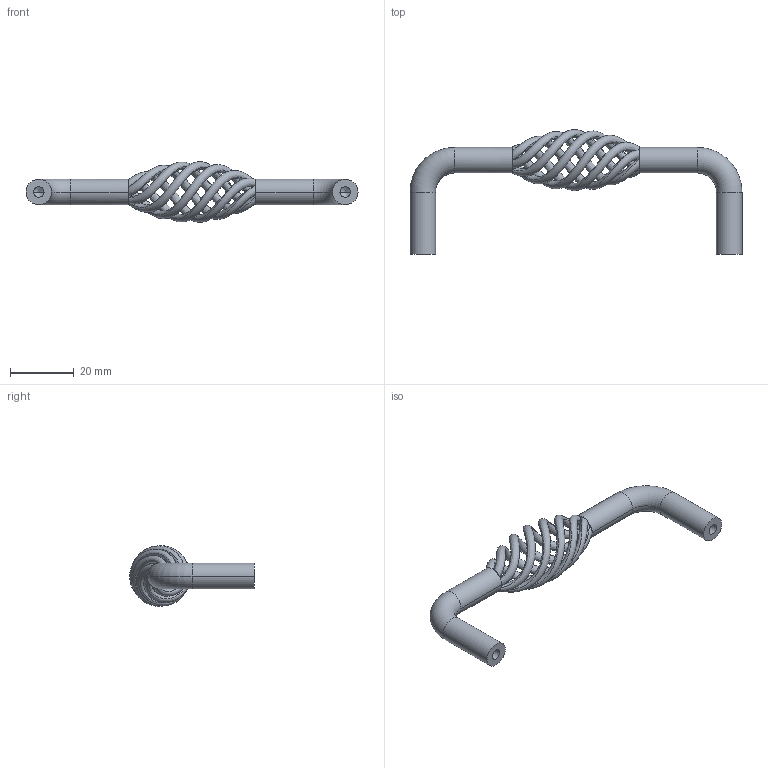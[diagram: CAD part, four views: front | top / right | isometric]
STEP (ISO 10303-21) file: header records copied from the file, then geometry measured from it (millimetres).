
FILE_DESCRIPTION(('Creo Elements/Direct Modeling STEP Export'),'2;1');
FILE_NAME('1304-104.stp','2019-11-04T 8:08:37',(''),(''),'Creo Elements/Direct Modeling STEP processor for AP214 (Solid Model)','Creo Elements/Direct Modeling 20.0 12-Nov-2016 (C) Parametric Technology GmbH','');
FILE_SCHEMA(('AUTOMOTIVE_DESIGN { 1 0 10303 214 1 1 1 1 }'));
Length unit declared in the file: millimetre
Products named in the file (1): 1304-104
Bounding box: 104 x 39.05 x 18.95 mm (x, y, z)
Volume: 6976.9 mm3; surface area: 5883.3 mm2
Topology: 1 solids, 1 shells, 66 faces, 180 edges, 106 vertices
Faces by surface type: plane 30, cylinder 16, bspline 12, torus 4, cone 4
Entity records: 66533 total; most frequent: CARTESIAN_POINT 65128, ORIENTED_EDGE 352, EDGE_CURVE 176, DIRECTION 160, VERTEX_POINT 106, B_SPLINE_CURVE_WITH_KNOTS 84, SURFACE_CURVE 84, AXIS2_PLACEMENT_3D 70
